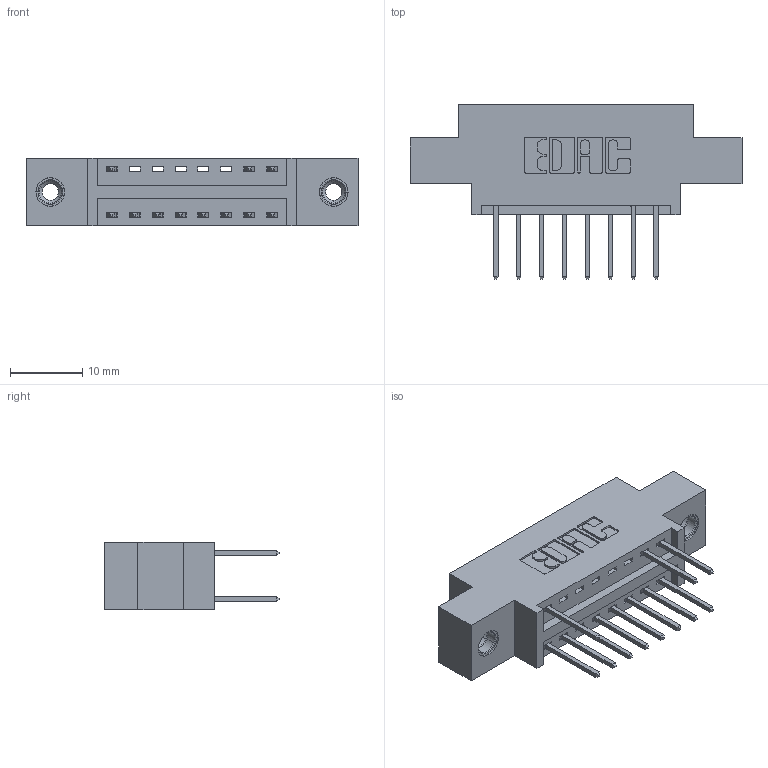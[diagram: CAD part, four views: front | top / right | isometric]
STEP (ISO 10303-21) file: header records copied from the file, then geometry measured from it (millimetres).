
FILE_DESCRIPTION (( 'STEP AP203' ), '1' );
FILE_NAME ('346-016-526-808.STEP', '2018-08-20T04:20:26', ( '' ), ( '' ), 'SwSTEP 2.0', 'SolidWorks 2016', '' );
FILE_SCHEMA (( 'CONFIG_CONTROL_DESIGN' ));
Length unit declared in the file: inch
Products named in the file (4): 345-292-001_345-293-126; 345-250-001_345-250-003-102; 346-016-526-808; 346 Part_0.170 Offset - 0.156 Dia-TI
Assembly tree (14 placements, depth 2):
  346-016-526-808
    346 Part_0.170 Offset - 0.156 Dia-TI
    345-292-001_345-293-126  x11
    345-250-001_345-250-003-102  x2
Bounding box: 45.97 x 24.13 x 9.4 mm (x, y, z)
Volume: 4030.9 mm3; surface area: 5027.2 mm2
Topology: 14 solids, 14 shells, 788 faces, 2287 edges, 1502 vertices
Faces by surface type: plane 522, cylinder 250, cone 12, torus 4
Entity records: 10974 total; most frequent: CARTESIAN_POINT 1862, ORIENTED_EDGE 1794, DIRECTION 1713, EDGE_CURVE 897, VECTOR 713, LINE 713, VERTEX_POINT 592, AXIS2_PLACEMENT_3D 500
